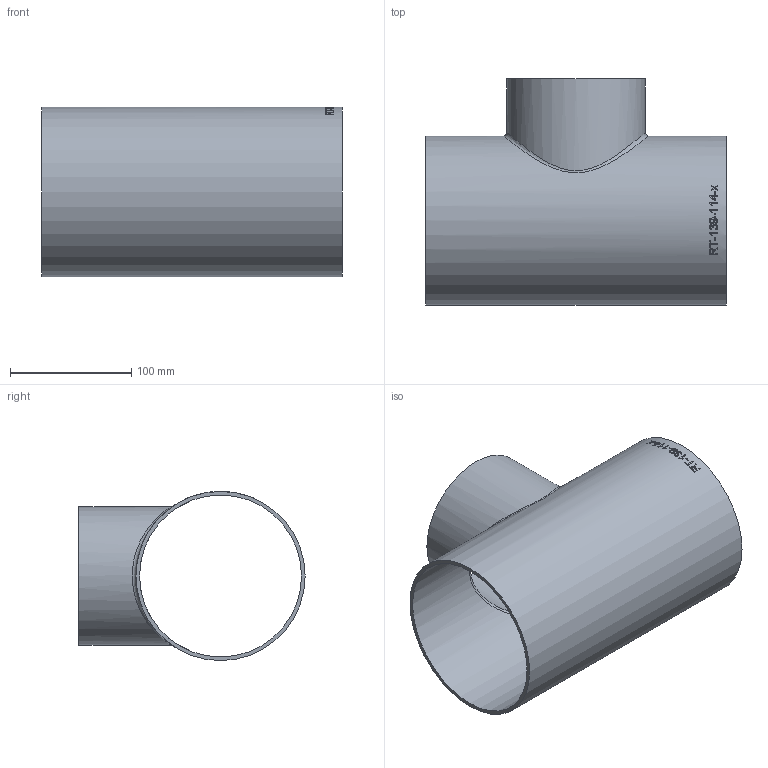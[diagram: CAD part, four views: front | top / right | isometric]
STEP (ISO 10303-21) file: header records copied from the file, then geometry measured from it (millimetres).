
FILE_DESCRIPTION (( 'STEP AP214' ), '1' );
FILE_NAME ('RT-139-114-x T-Stück Ø139,7x3,0-Ø114,3x2,6 BL248 1910.STEP', '2019-10-21T11:34:54', ( '' ), ( '' ), 'SwSTEP 2.0', 'SolidWorks 2016', '' );
FILE_SCHEMA (( 'AUTOMOTIVE_DESIGN' ));
Length unit declared in the file: millimetre
Products named in the file (1): RT-139-114-x T-Stück Ø139,7x3,0-Ø114,3x2,6 BL248 1910
Bounding box: 248 x 186.85 x 139.7 mm (x, y, z)
Volume: 343488.9 mm3; surface area: 237801.8 mm2
Topology: 1 solids, 1 shells, 145 faces, 382 edges, 254 vertices
Faces by surface type: plane 63, bspline 62, cylinder 20
Full cylindrical faces by diameter (mm): 109.1 x1, 114.3 x1, 133.7 x1, 139.7 x1
Entity records: 16480 total; most frequent: CARTESIAN_POINT 11973, ORIENTED_EDGE 740, DIRECTION 407, EDGE_CURVE 370, VERTEX_POINT 250, B_SPLINE_CURVE_WITH_KNOTS 199, EDGE_LOOP 170, AXIS2_PLACEMENT_3D 153
